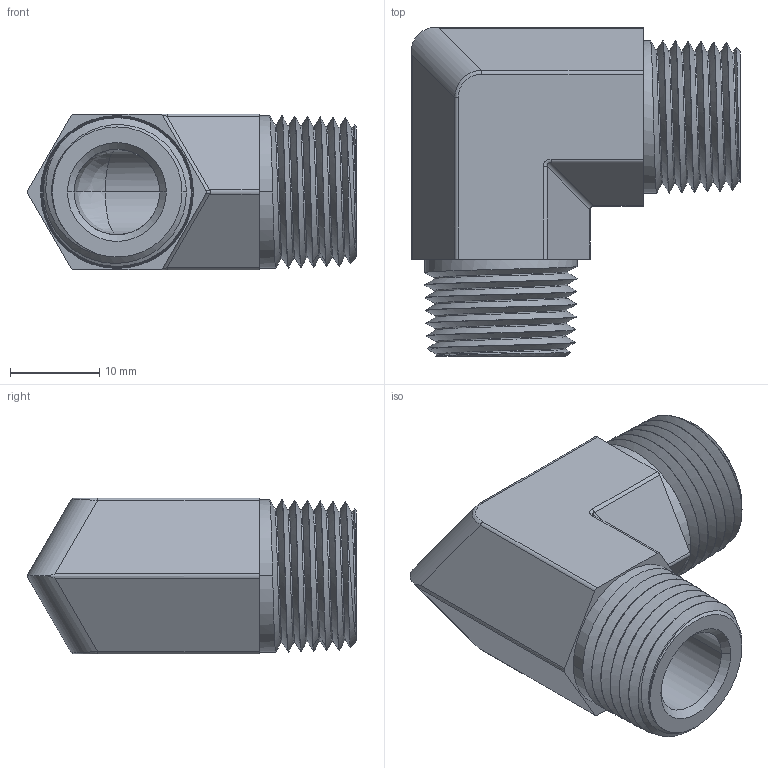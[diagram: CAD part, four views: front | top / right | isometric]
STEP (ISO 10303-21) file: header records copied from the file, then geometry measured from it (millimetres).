
FILE_DESCRIPTION((''),'2;1');
FILE_NAME('001_H-SML_MASTER','2025-07-07T15:47:03',('Administrator'),(''),'CREO PARAMETRIC BY PTC INC, 2020184','CREO PARAMETRIC BY PTC INC, 2020184','');
FILE_SCHEMA(('AUTOMOTIVE_DESIGN { 1 0 10303 214 1 1 1 1 }'));
Length unit declared in the file: millimetre
Products named in the file (1): 001_H-SML_MASTER
Bounding box: 36.93 x 36.93 x 17.5 mm (x, y, z)
Volume: 8866 mm3; surface area: 5641.4 mm2
Topology: 1 solids, 1 shells, 93 faces, 246 edges, 166 vertices
Faces by surface type: cone 28, cylinder 24, bspline 21, plane 20
Entity records: 16228 total; most frequent: CARTESIAN_POINT 13263, ORIENTED_EDGE 474, DIRECTION 335, PRESENTATION_STYLE_ASSIGNMENT 248, STYLED_ITEM 248, CURVE_STYLE 247, EDGE_CURVE 237, VERTEX_POINT 148
